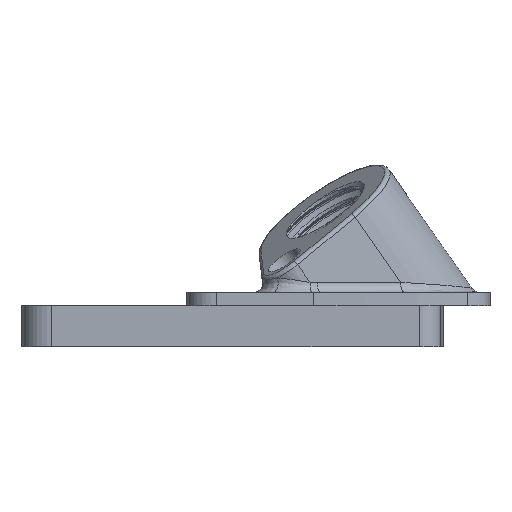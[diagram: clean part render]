
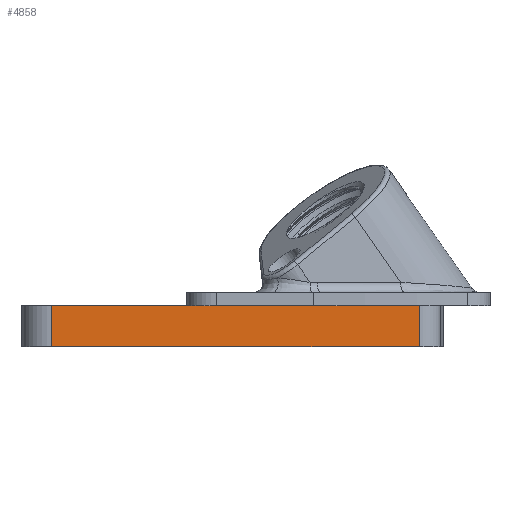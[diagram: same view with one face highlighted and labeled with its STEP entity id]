
A CAD part, left-side view. The second image highlights one B-rep face of the part: STEP entity #4858.
In plain terms, the highlighted planar face has unit normal (-1, 0, 0).
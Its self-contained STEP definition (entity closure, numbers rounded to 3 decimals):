
#1763 = PLANE('',#1764);
#1764 = AXIS2_PLACEMENT_3D('',#1765,#1766,#1767);
#1765 = CARTESIAN_POINT('',(0.,0.,-1.6));
#1766 = DIRECTION('',(0.,0.,1.));
#1767 = DIRECTION('',(1.,0.,0.));
#2226 = VERTEX_POINT('',#2227);
#2227 = CARTESIAN_POINT('',(-72.8,18.4,-1.6));
#2241 = PLANE('',#2242);
#2242 = AXIS2_PLACEMENT_3D('',#2243,#2244,#2245);
#2243 = CARTESIAN_POINT('',(0.,12.8,-1.6));
#2244 = DIRECTION('',(0.,0.,-1.));
#2245 = DIRECTION('',(-1.,0.,0.));
#3537 = EDGE_CURVE('',#2226,#3538,#3540,.T.);
#3538 = VERTEX_POINT('',#3539);
#3539 = CARTESIAN_POINT('',(-72.8,-9.8,-1.6));
#3540 = SURFACE_CURVE('',#3541,(#3545,#3552),.PCURVE_S1.);
#3541 = LINE('',#3542,#3543);
#3542 = CARTESIAN_POINT('',(-72.8,-4.9,-1.6));
#3543 = VECTOR('',#3544,1.);
#3544 = DIRECTION('',(0.,-1.,0.));
#3545 = PCURVE('',#1763,#3546);
#3546 = DEFINITIONAL_REPRESENTATION('',(#3547),#3551);
#3547 = LINE('',#3548,#3549);
#3548 = CARTESIAN_POINT('',(-72.8,-4.9));
#3549 = VECTOR('',#3550,1.);
#3550 = DIRECTION('',(0.,-1.));
#3551 = ( GEOMETRIC_REPRESENTATION_CONTEXT(2) 
PARAMETRIC_REPRESENTATION_CONTEXT() REPRESENTATION_CONTEXT('2D SPACE',''
  ) );
#3552 = PCURVE('',#3553,#3558);
#3553 = PLANE('',#3554);
#3554 = AXIS2_PLACEMENT_3D('',#3555,#3556,#3557);
#3555 = CARTESIAN_POINT('',(-72.8,-9.8,-1.6));
#3556 = DIRECTION('',(-1.,0.,0.));
#3557 = DIRECTION('',(0.,1.,0.));
#3558 = DEFINITIONAL_REPRESENTATION('',(#3559),#3563);
#3559 = LINE('',#3560,#3561);
#3560 = CARTESIAN_POINT('',(4.9,0.));
#3561 = VECTOR('',#3562,1.);
#3562 = DIRECTION('',(-1.,0.));
#3563 = ( GEOMETRIC_REPRESENTATION_CONTEXT(2) 
PARAMETRIC_REPRESENTATION_CONTEXT() REPRESENTATION_CONTEXT('2D SPACE',''
  ) );
#3582 = CYLINDRICAL_SURFACE('',#3583,2.6);
#3583 = AXIS2_PLACEMENT_3D('',#3584,#3585,#3586);
#3584 = CARTESIAN_POINT('',(-70.2,-9.8,-1.6));
#3585 = DIRECTION('',(0.,0.,-1.));
#3586 = DIRECTION('',(0.,-1.,0.));
#4108 = VERTEX_POINT('',#4109);
#4109 = CARTESIAN_POINT('',(-72.8,34.8,-1.6));
#4124 = CYLINDRICAL_SURFACE('',#4125,3.6);
#4125 = AXIS2_PLACEMENT_3D('',#4126,#4127,#4128);
#4126 = CARTESIAN_POINT('',(-69.2,34.8,-1.6));
#4127 = DIRECTION('',(0.,0.,-1.));
#4128 = DIRECTION('',(-1.,0.,0.));
#4136 = EDGE_CURVE('',#2226,#4108,#4137,.T.);
#4137 = SURFACE_CURVE('',#4138,(#4142,#4149),.PCURVE_S1.);
#4138 = LINE('',#4139,#4140);
#4139 = CARTESIAN_POINT('',(-72.8,-9.8,-1.6));
#4140 = VECTOR('',#4141,1.);
#4141 = DIRECTION('',(0.,1.,0.));
#4142 = PCURVE('',#2241,#4143);
#4143 = DEFINITIONAL_REPRESENTATION('',(#4144),#4148);
#4144 = LINE('',#4145,#4146);
#4145 = CARTESIAN_POINT('',(72.8,-22.6));
#4146 = VECTOR('',#4147,1.);
#4147 = DIRECTION('',(0.,1.));
#4148 = ( GEOMETRIC_REPRESENTATION_CONTEXT(2) 
PARAMETRIC_REPRESENTATION_CONTEXT() REPRESENTATION_CONTEXT('2D SPACE',''
  ) );
#4149 = PCURVE('',#3553,#4150);
#4150 = DEFINITIONAL_REPRESENTATION('',(#4151),#4155);
#4151 = LINE('',#4152,#4153);
#4152 = CARTESIAN_POINT('',(0.,0.));
#4153 = VECTOR('',#4154,1.);
#4154 = DIRECTION('',(1.,0.));
#4155 = ( GEOMETRIC_REPRESENTATION_CONTEXT(2) 
PARAMETRIC_REPRESENTATION_CONTEXT() REPRESENTATION_CONTEXT('2D SPACE',''
  ) );
#4858 = ADVANCED_FACE('',(#4859),#3553,.T.);
#4859 = FACE_BOUND('',#4860,.T.);
#4860 = EDGE_LOOP('',(#4861,#4862,#4863,#4886,#4914));
#4861 = ORIENTED_EDGE('',*,*,#3537,.F.);
#4862 = ORIENTED_EDGE('',*,*,#4136,.T.);
#4863 = ORIENTED_EDGE('',*,*,#4864,.T.);
#4864 = EDGE_CURVE('',#4108,#4865,#4867,.T.);
#4865 = VERTEX_POINT('',#4866);
#4866 = CARTESIAN_POINT('',(-72.8,34.8,-6.6));
#4867 = SURFACE_CURVE('',#4868,(#4872,#4879),.PCURVE_S1.);
#4868 = LINE('',#4869,#4870);
#4869 = CARTESIAN_POINT('',(-72.8,34.8,-1.6));
#4870 = VECTOR('',#4871,1.);
#4871 = DIRECTION('',(0.,0.,-1.));
#4872 = PCURVE('',#3553,#4873);
#4873 = DEFINITIONAL_REPRESENTATION('',(#4874),#4878);
#4874 = LINE('',#4875,#4876);
#4875 = CARTESIAN_POINT('',(44.6,0.));
#4876 = VECTOR('',#4877,1.);
#4877 = DIRECTION('',(0.,1.));
#4878 = ( GEOMETRIC_REPRESENTATION_CONTEXT(2) 
PARAMETRIC_REPRESENTATION_CONTEXT() REPRESENTATION_CONTEXT('2D SPACE',''
  ) );
#4879 = PCURVE('',#4124,#4880);
#4880 = DEFINITIONAL_REPRESENTATION('',(#4881),#4885);
#4881 = LINE('',#4882,#4883);
#4882 = CARTESIAN_POINT('',(0.,0.));
#4883 = VECTOR('',#4884,1.);
#4884 = DIRECTION('',(0.,1.));
#4885 = ( GEOMETRIC_REPRESENTATION_CONTEXT(2) 
PARAMETRIC_REPRESENTATION_CONTEXT() REPRESENTATION_CONTEXT('2D SPACE',''
  ) );
#4886 = ORIENTED_EDGE('',*,*,#4887,.F.);
#4887 = EDGE_CURVE('',#4888,#4865,#4890,.T.);
#4888 = VERTEX_POINT('',#4889);
#4889 = CARTESIAN_POINT('',(-72.8,-9.8,-6.6));
#4890 = SURFACE_CURVE('',#4891,(#4895,#4902),.PCURVE_S1.);
#4891 = LINE('',#4892,#4893);
#4892 = CARTESIAN_POINT('',(-72.8,-9.8,-6.6));
#4893 = VECTOR('',#4894,1.);
#4894 = DIRECTION('',(0.,1.,0.));
#4895 = PCURVE('',#3553,#4896);
#4896 = DEFINITIONAL_REPRESENTATION('',(#4897),#4901);
#4897 = LINE('',#4898,#4899);
#4898 = CARTESIAN_POINT('',(0.,5.));
#4899 = VECTOR('',#4900,1.);
#4900 = DIRECTION('',(1.,0.));
#4901 = ( GEOMETRIC_REPRESENTATION_CONTEXT(2) 
PARAMETRIC_REPRESENTATION_CONTEXT() REPRESENTATION_CONTEXT('2D SPACE',''
  ) );
#4902 = PCURVE('',#4903,#4908);
#4903 = PLANE('',#4904);
#4904 = AXIS2_PLACEMENT_3D('',#4905,#4906,#4907);
#4905 = CARTESIAN_POINT('',(0.,12.8,-6.6));
#4906 = DIRECTION('',(0.,0.,-1.));
#4907 = DIRECTION('',(-1.,0.,0.));
#4908 = DEFINITIONAL_REPRESENTATION('',(#4909),#4913);
#4909 = LINE('',#4910,#4911);
#4910 = CARTESIAN_POINT('',(72.8,-22.6));
#4911 = VECTOR('',#4912,1.);
#4912 = DIRECTION('',(0.,1.));
#4913 = ( GEOMETRIC_REPRESENTATION_CONTEXT(2) 
PARAMETRIC_REPRESENTATION_CONTEXT() REPRESENTATION_CONTEXT('2D SPACE',''
  ) );
#4914 = ORIENTED_EDGE('',*,*,#4915,.F.);
#4915 = EDGE_CURVE('',#3538,#4888,#4916,.T.);
#4916 = SURFACE_CURVE('',#4917,(#4921,#4928),.PCURVE_S1.);
#4917 = LINE('',#4918,#4919);
#4918 = CARTESIAN_POINT('',(-72.8,-9.8,-1.6));
#4919 = VECTOR('',#4920,1.);
#4920 = DIRECTION('',(0.,0.,-1.));
#4921 = PCURVE('',#3553,#4922);
#4922 = DEFINITIONAL_REPRESENTATION('',(#4923),#4927);
#4923 = LINE('',#4924,#4925);
#4924 = CARTESIAN_POINT('',(0.,0.));
#4925 = VECTOR('',#4926,1.);
#4926 = DIRECTION('',(0.,1.));
#4927 = ( GEOMETRIC_REPRESENTATION_CONTEXT(2) 
PARAMETRIC_REPRESENTATION_CONTEXT() REPRESENTATION_CONTEXT('2D SPACE',''
  ) );
#4928 = PCURVE('',#3582,#4929);
#4929 = DEFINITIONAL_REPRESENTATION('',(#4930),#4934);
#4930 = LINE('',#4931,#4932);
#4931 = CARTESIAN_POINT('',(1.571,0.));
#4932 = VECTOR('',#4933,1.);
#4933 = DIRECTION('',(0.,1.));
#4934 = ( GEOMETRIC_REPRESENTATION_CONTEXT(2) 
PARAMETRIC_REPRESENTATION_CONTEXT() REPRESENTATION_CONTEXT('2D SPACE',''
  ) );
